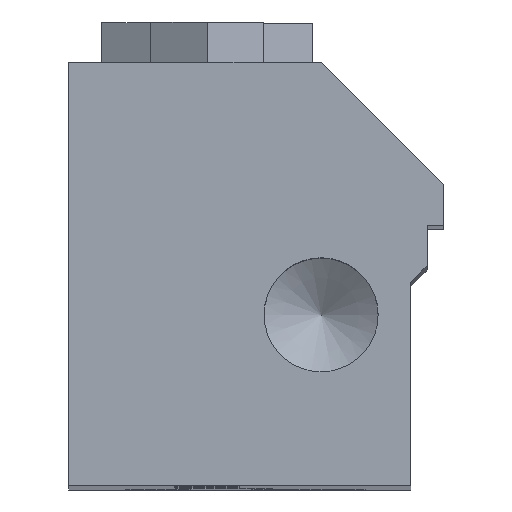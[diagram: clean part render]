
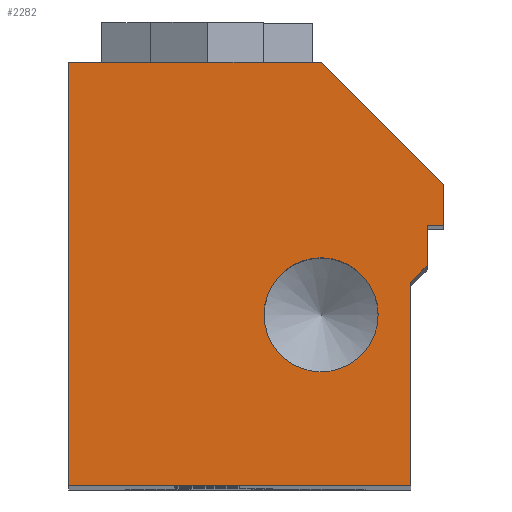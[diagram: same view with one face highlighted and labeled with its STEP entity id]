
A CAD part, top view. The second image highlights one B-rep face of the part: STEP entity #2282.
In plain terms, the highlighted planar face has unit normal (0, 0, 1).
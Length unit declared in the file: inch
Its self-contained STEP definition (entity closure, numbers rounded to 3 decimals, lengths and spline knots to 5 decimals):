
#1829=CARTESIAN_POINT('',(0.72962,0.73151,4.5));
#1830=VERTEX_POINT('',#1829);
#1831=CARTESIAN_POINT('',(0.51087,0.73151,4.5));
#1832=DIRECTION('',(0.0,0.0,-1.0));
#1833=DIRECTION('',(1.0,0.0,0.0));
#1834=AXIS2_PLACEMENT_3D('',#1831,#1832,#1833);
#1835=CIRCLE('',#1834,0.21875);
#1836=EDGE_CURVE('',#1830,#1830,#1835,.T.);
#1969=CARTESIAN_POINT('',(-0.45788,0.07526,4.5));
#1970=VERTEX_POINT('',#1969);
#1971=CARTESIAN_POINT('',(-0.45788,1.70026,4.5));
#1972=VERTEX_POINT('',#1971);
#1973=CARTESIAN_POINT('',(-0.45788,0.07526,4.5));
#1974=DIRECTION('',(0.0,1.0,0.0));
#1975=VECTOR('',#1974,1.625);
#1976=LINE('',#1973,#1975);
#1977=EDGE_CURVE('',#1970,#1972,#1976,.T.);
#2000=CARTESIAN_POINT('',(0.51137,1.70026,4.5));
#2001=VERTEX_POINT('',#2000);
#2002=CARTESIAN_POINT('',(-0.45788,1.70026,4.5));
#2003=DIRECTION('',(1.0,0.0,0.0));
#2004=VECTOR('',#2003,0.96925);
#2005=LINE('',#2002,#2004);
#2006=EDGE_CURVE('',#1972,#2001,#2005,.T.);
#2080=CARTESIAN_POINT('',(0.98012,1.23151,4.5));
#2081=VERTEX_POINT('',#2080);
#2082=CARTESIAN_POINT('',(0.51137,1.70026,4.5));
#2083=DIRECTION('',(0.707,-0.707,0.0));
#2084=VECTOR('',#2083,0.66291);
#2085=LINE('',#2082,#2084);
#2086=EDGE_CURVE('',#2001,#2081,#2085,.T.);
#2104=CARTESIAN_POINT('',(0.98012,1.07526,4.5));
#2105=VERTEX_POINT('',#2104);
#2106=CARTESIAN_POINT('',(0.98012,1.23151,4.5));
#2107=DIRECTION('',(0.0,-1.0,0.0));
#2108=VECTOR('',#2107,0.15625);
#2109=LINE('',#2106,#2108);
#2110=EDGE_CURVE('',#2081,#2105,#2109,.T.);
#2128=CARTESIAN_POINT('',(0.91712,1.07526,4.5));
#2129=VERTEX_POINT('',#2128);
#2130=CARTESIAN_POINT('',(0.98012,1.07526,4.5));
#2131=DIRECTION('',(-1.0,0.0,0.0));
#2132=VECTOR('',#2131,0.063);
#2133=LINE('',#2130,#2132);
#2134=EDGE_CURVE('',#2105,#2129,#2133,.T.);
#2152=CARTESIAN_POINT('',(0.91712,0.91901,4.5));
#2153=VERTEX_POINT('',#2152);
#2154=CARTESIAN_POINT('',(0.91712,1.07526,4.5));
#2155=DIRECTION('',(0.0,-1.0,0.0));
#2156=VECTOR('',#2155,0.15625);
#2157=LINE('',#2154,#2156);
#2158=EDGE_CURVE('',#2129,#2153,#2157,.T.);
#2176=CARTESIAN_POINT('',(0.85462,0.85651,4.5));
#2177=VERTEX_POINT('',#2176);
#2178=CARTESIAN_POINT('',(0.91712,0.91901,4.5));
#2179=DIRECTION('',(-0.707,-0.707,0.0));
#2180=VECTOR('',#2179,0.08839);
#2181=LINE('',#2178,#2180);
#2182=EDGE_CURVE('',#2153,#2177,#2181,.T.);
#2200=CARTESIAN_POINT('',(0.85462,0.07526,4.5));
#2201=VERTEX_POINT('',#2200);
#2202=CARTESIAN_POINT('',(0.85462,0.85651,4.5));
#2203=DIRECTION('',(0.0,-1.0,0.0));
#2204=VECTOR('',#2203,0.78125);
#2205=LINE('',#2202,#2204);
#2206=EDGE_CURVE('',#2177,#2201,#2205,.T.);
#2224=CARTESIAN_POINT('',(0.85462,0.07526,4.5));
#2225=DIRECTION('',(-1.0,0.0,0.0));
#2226=VECTOR('',#2225,1.3125);
#2227=LINE('',#2224,#2226);
#2228=EDGE_CURVE('',#2201,#1970,#2227,.T.);
#2263=CARTESIAN_POINT('',(0.19584,0.86114,4.5));
#2264=DIRECTION('',(0.0,0.0,1.0));
#2265=DIRECTION('',(1.0,0.0,0.0));
#2266=AXIS2_PLACEMENT_3D('',#2263,#2264,#2265);
#2267=PLANE('',#2266);
#2268=ORIENTED_EDGE('',*,*,#1977,.F.);
#2269=ORIENTED_EDGE('',*,*,#2228,.F.);
#2270=ORIENTED_EDGE('',*,*,#2206,.F.);
#2271=ORIENTED_EDGE('',*,*,#2182,.F.);
#2272=ORIENTED_EDGE('',*,*,#2158,.F.);
#2273=ORIENTED_EDGE('',*,*,#2134,.F.);
#2274=ORIENTED_EDGE('',*,*,#2110,.F.);
#2275=ORIENTED_EDGE('',*,*,#2086,.F.);
#2276=ORIENTED_EDGE('',*,*,#2006,.F.);
#2277=EDGE_LOOP('',(#2268,#2269,#2270,#2271,#2272,#2273,#2274,#2275,#2276));
#2278=FACE_OUTER_BOUND('',#2277,.T.);
#2279=ORIENTED_EDGE('',*,*,#1836,.T.);
#2280=EDGE_LOOP('',(#2279));
#2281=FACE_BOUND('',#2280,.T.);
#2282=ADVANCED_FACE('',(#2278,#2281),#2267,.T.);
